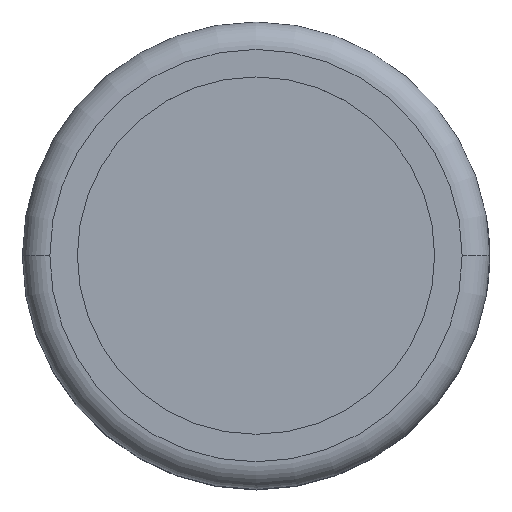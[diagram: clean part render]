
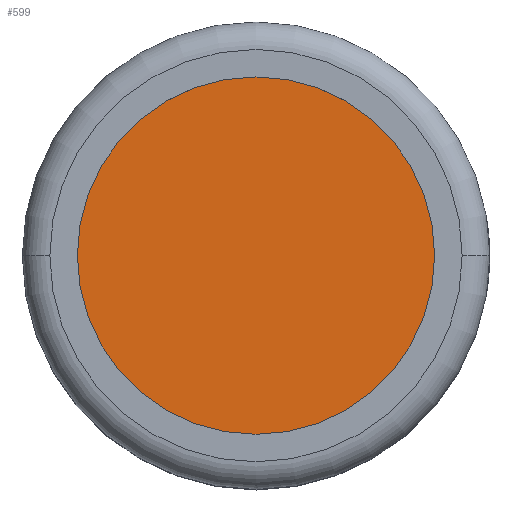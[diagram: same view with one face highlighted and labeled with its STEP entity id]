
A CAD part, top view. The second image highlights one B-rep face of the part: STEP entity #599.
In plain terms, the highlighted planar face has unit normal (0, 0, 1).
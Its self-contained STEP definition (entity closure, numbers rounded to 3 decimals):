
#531=CARTESIAN_POINT('',(3.25,0.,7.9));
#532=VERTEX_POINT('',#531);
#548=CARTESIAN_POINT('',(-3.25,0.,7.9));
#549=VERTEX_POINT('',#548);
#556=CARTESIAN_POINT('',(0.0,0.,7.9));
#557=DIRECTION('',(0.0,0.0,-1.0));
#558=DIRECTION('',(1.0,0.0,0.0));
#559=AXIS2_PLACEMENT_3D('',#556,#557,#558);
#560=CIRCLE('',#559,3.25);
#561=EDGE_CURVE('',#549,#532,#560,.T.);
#572=CARTESIAN_POINT('',(0.0,0.,7.9));
#573=DIRECTION('',(0.0,0.0,-1.0));
#574=DIRECTION('',(1.0,0.0,0.0));
#575=AXIS2_PLACEMENT_3D('',#572,#573,#574);
#576=CIRCLE('',#575,3.25);
#577=EDGE_CURVE('',#532,#549,#576,.T.);
#590=CARTESIAN_POINT('',(0.0,0.,7.9));
#591=DIRECTION('',(0.0,0.0,1.0));
#592=DIRECTION('',(1.0,0.0,0.0));
#593=AXIS2_PLACEMENT_3D('',#590,#591,#592);
#594=PLANE('',#593);
#595=ORIENTED_EDGE('',*,*,#577,.F.);
#596=ORIENTED_EDGE('',*,*,#561,.F.);
#597=EDGE_LOOP('',(#595,#596));
#598=FACE_OUTER_BOUND('',#597,.T.);
#599=ADVANCED_FACE('',(#598),#594,.T.);
